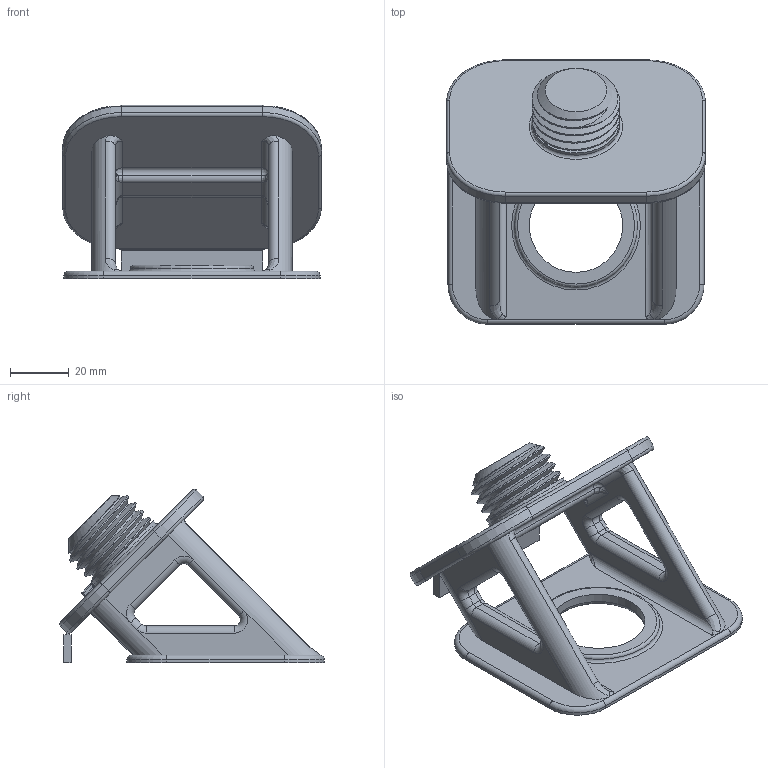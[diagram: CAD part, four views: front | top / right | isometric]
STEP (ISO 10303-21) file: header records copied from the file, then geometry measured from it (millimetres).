
FILE_DESCRIPTION(/* description */ ('','CAx-IF Rec.Pracs.---Representation and Presentation of Product Manufacturing Information (PMI)---4.0---2014-10-13'),/* implementation_level */ '2;1');
FILE_NAME(/* name */ 'Bracket.step',/* time_stamp */ '2024-12-16T17:40:58+09:00',/* author */ (''),/* organization */ (''),/* preprocessor_version */ 'ST-DEVELOPER v20',/* originating_system */ 'Autodesk Translation Framework v13.20.0.188',/* authorisation */ '');
FILE_SCHEMA (('AP242_MANAGED_MODEL_BASED_3D_ENGINEERING_MIM_LF { 1 0 10303 442 1 1 4 }'));
Length unit declared in the file: millimetre
Products named in the file (1): FusionComponent
Bounding box: 88 x 89.83 x 58.83 mm (x, y, z)
Volume: 74227.3 mm3; surface area: 31758.7 mm2
Topology: 1 solids, 1 shells, 200 faces, 484 edges, 277 vertices
Faces by surface type: cylinder 89, plane 44, torus 35, bspline 29, sphere 2, cone 1
Full cylindrical faces by diameter (mm): 25.732 x3, 29.735 x2, 31.735 x1
Entity records: 8209 total; most frequent: CARTESIAN_POINT 3661, ORIENTED_EDGE 952, DIRECTION 945, EDGE_CURVE 476, AXIS2_PLACEMENT_3D 374, VERTEX_POINT 277, EDGE_LOOP 207, FACE_OUTER_BOUND 200
